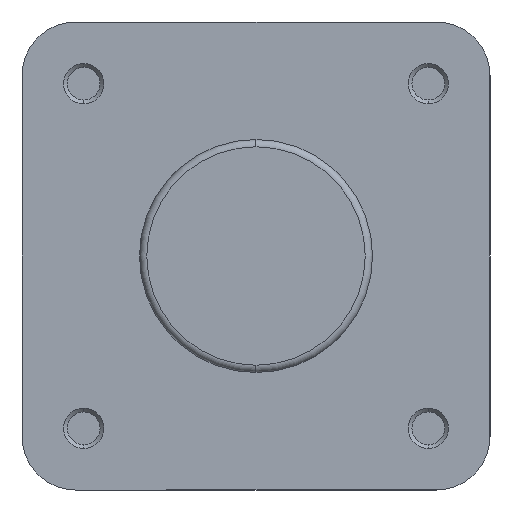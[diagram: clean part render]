
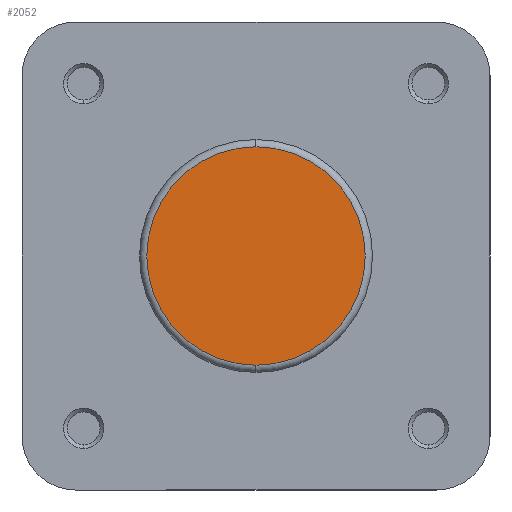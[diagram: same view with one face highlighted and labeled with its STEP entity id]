
A CAD part, left-side view. The second image highlights one B-rep face of the part: STEP entity #2052.
In plain terms, the highlighted planar face has unit normal (-1, 0, 0).
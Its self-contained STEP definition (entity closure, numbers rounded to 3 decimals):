
#55 = VERTEX_POINT ( 'NONE', #271 ) ;
#91 = VERTEX_POINT ( 'NONE', #4062 ) ;
#271 = CARTESIAN_POINT ( 'NONE',  ( 0., 0., 22.4 ) ) ;
#595 = ORIENTED_EDGE ( 'NONE', *, *, #1213, .T. ) ;
#613 = ORIENTED_EDGE ( 'NONE', *, *, #1239, .T. ) ;
#1213 = EDGE_CURVE ( 'NONE', #91, #55, #4846, .T. ) ;
#1239 = EDGE_CURVE ( 'NONE', #55, #91, #4881, .T. ) ;
#1419 = AXIS2_PLACEMENT_3D ( 'NONE', #2832, #2833, #2834 ) ;
#1442 = AXIS2_PLACEMENT_3D ( 'NONE', #2900, #2902, #2903 ) ;
#1547 = AXIS2_PLACEMENT_3D ( 'NONE', #3244, #3247, #3248 ) ;
#1845 = EDGE_LOOP ( 'NONE', ( #595, #613 ) ) ;
#2052 = ADVANCED_FACE ( 'NONE', ( #5077 ), #3245, .F. ) ;
#2832 = CARTESIAN_POINT ( 'NONE',  ( 0., 0., 0. ) ) ;
#2833 = DIRECTION ( 'NONE',  ( -1., 0., 0. ) ) ;
#2834 = DIRECTION ( 'NONE',  ( 0., 0., -1. ) ) ;
#2900 = CARTESIAN_POINT ( 'NONE',  ( 0., 0., 0. ) ) ;
#2902 = DIRECTION ( 'NONE',  ( -1., 0., 0. ) ) ;
#2903 = DIRECTION ( 'NONE',  ( 0., 0., -1. ) ) ;
#3244 = CARTESIAN_POINT ( 'NONE',  ( 0., 23.9, 0. ) ) ;
#3245 = PLANE ( 'NONE',  #1547 ) ;
#3247 = DIRECTION ( 'NONE',  ( 1., 0., 0. ) ) ;
#3248 = DIRECTION ( 'NONE',  ( 0., 0., -1. ) ) ;
#4062 = CARTESIAN_POINT ( 'NONE',  ( 0., 0., -22.4 ) ) ;
#4846 = CIRCLE ( 'NONE', #1419, 22.4 ) ;
#4881 = CIRCLE ( 'NONE', #1442, 22.4 ) ;
#5077 = FACE_OUTER_BOUND ( 'NONE', #1845, .T. ) ;
